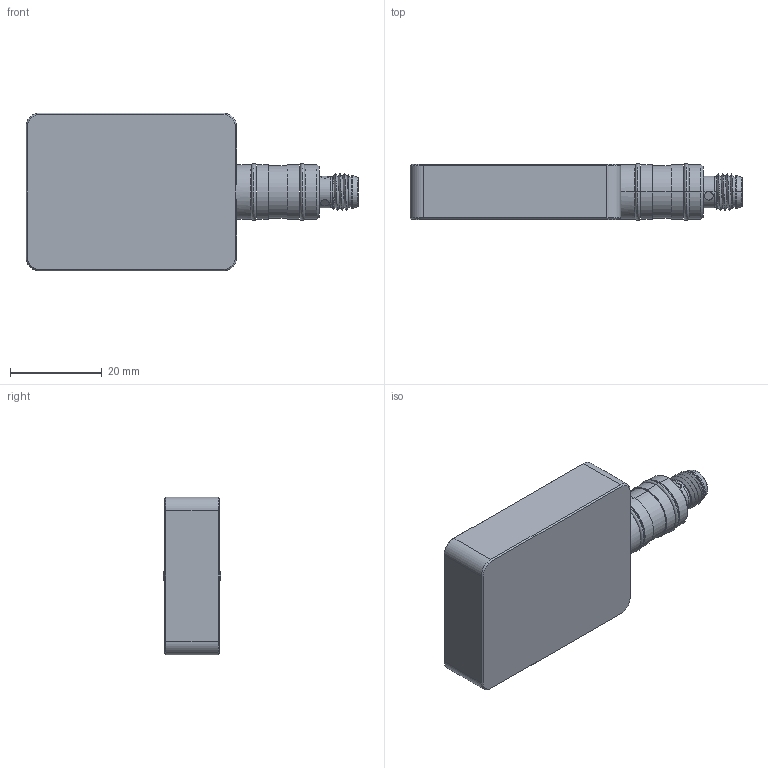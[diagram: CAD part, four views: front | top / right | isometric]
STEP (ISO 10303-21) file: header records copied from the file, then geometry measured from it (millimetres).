
FILE_DESCRIPTION (( 'STEP AP203' ), '1' );
FILE_NAME ('BLS-025-025-D12-OUTLINE.STEP', '2021-09-07T07:56:11', ( '' ), ( '' ), 'SwSTEP 2.0', 'SolidWorks 2020', '' );
FILE_SCHEMA (( 'CONFIG_CONTROL_DESIGN' ));
Length unit declared in the file: millimetre
Products named in the file (1): BLS-025-025-D12-OUTLINE
Bounding box: 72.5 x 12.5 x 34.5 mm (x, y, z)
Surface area: 6627.5 mm2 (no closed solid volume)
Topology: 0 solids, 11 shells, 123 faces, 311 edges, 197 vertices
Faces by surface type: cylinder 47, plane 43, cone 18, torus 8, bspline 7
Entity records: 4416 total; most frequent: CARTESIAN_POINT 1416, DIRECTION 653, ORIENTED_EDGE 555, EDGE_CURVE 303, AXIS2_PLACEMENT_3D 262, VERTEX_POINT 197, CIRCLE 145, EDGE_LOOP 139
